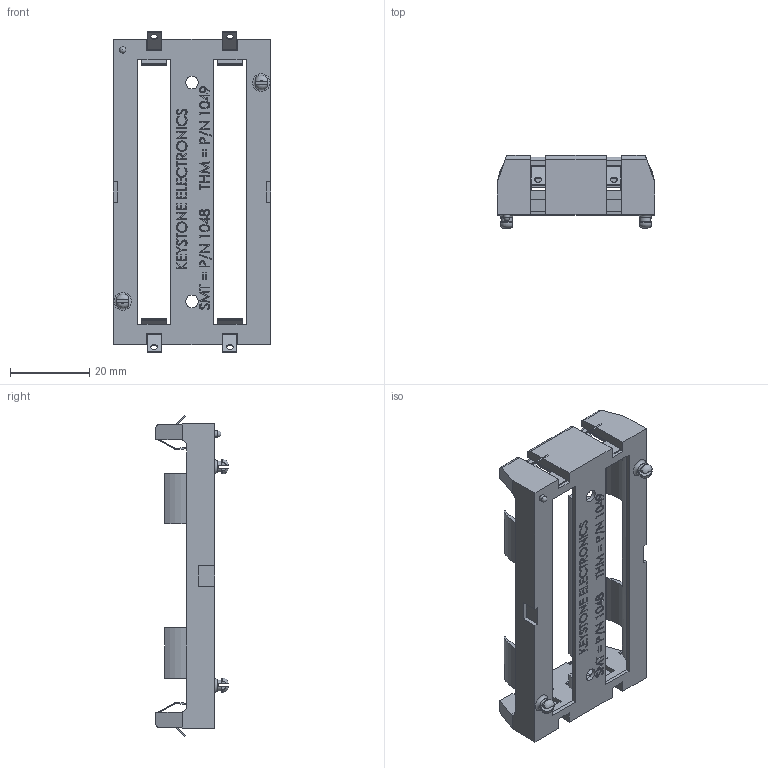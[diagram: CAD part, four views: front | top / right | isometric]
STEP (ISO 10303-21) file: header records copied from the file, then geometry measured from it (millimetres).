
FILE_DESCRIPTION (( 'STEP AP214' ), '1' );
FILE_NAME ('1047.STEP', '2014-12-15T20:02:48', ( '' ), ( '' ), 'SwSTEP 2.0', 'SolidWorks 2013', '' );
FILE_SCHEMA (( 'AUTOMOTIVE_DESIGN' ));
Length unit declared in the file: inch
Products named in the file (1): 1047
Bounding box: 39.78 x 18.34 x 81.03 mm (x, y, z)
Volume: 9760.6 mm3; surface area: 10330.7 mm2
Topology: 1 solids, 1 shells, 835 faces, 2280 edges, 1506 vertices
Faces by surface type: plane 631, bspline 140, cylinder 57, torus 6, sphere 1
Full cylindrical faces by diameter (mm): 1.575 x1, 1.778 x4, 2.921 x2, 3.175 x2
Entity records: 35702 total; most frequent: CARTESIAN_POINT 13990, ORIENTED_EDGE 4528, DIRECTION 3490, EDGE_CURVE 2264, LINE 1790, VECTOR 1790, VERTEX_POINT 1502, EDGE_LOOP 930
